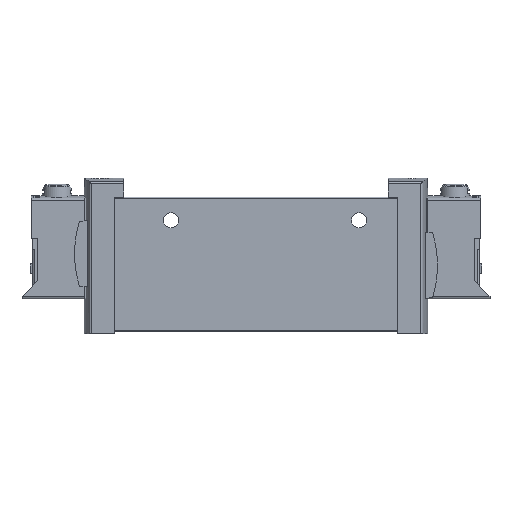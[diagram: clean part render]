
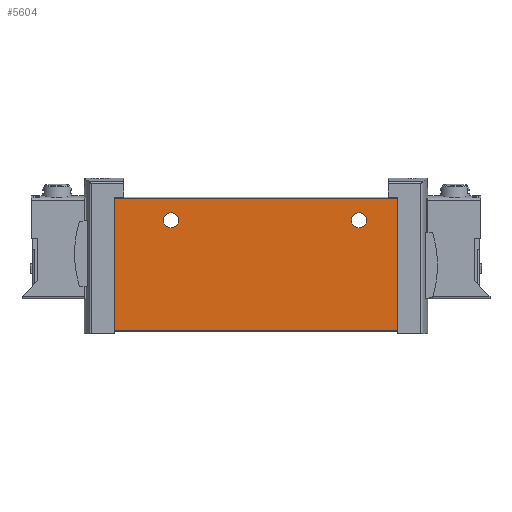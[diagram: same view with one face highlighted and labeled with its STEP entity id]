
A CAD part, top view. The second image highlights one B-rep face of the part: STEP entity #5604.
In plain terms, the highlighted planar face has unit normal (0, 0, 1).
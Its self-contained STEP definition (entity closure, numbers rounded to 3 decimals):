
#62=PLANE('',#6037);
#429=LINE('',#8693,#980);
#438=LINE('',#8721,#989);
#443=LINE('',#8741,#994);
#446=LINE('',#8747,#997);
#980=VECTOR('',#6751,1000.);
#989=VECTOR('',#6776,1000.);
#994=VECTOR('',#6799,1000.);
#997=VECTOR('',#6808,1000.);
#1695=ORIENTED_EDGE('',*,*,#3339,.F.);
#1696=ORIENTED_EDGE('',*,*,#3340,.F.);
#1697=ORIENTED_EDGE('',*,*,#3335,.T.);
#1698=ORIENTED_EDGE('',*,*,#3324,.F.);
#1699=ORIENTED_EDGE('',*,*,#3338,.F.);
#1700=ORIENTED_EDGE('',*,*,#3308,.T.);
#3308=EDGE_CURVE('',#4134,#4133,#429,.T.);
#3324=EDGE_CURVE('',#4144,#4141,#438,.T.);
#3335=EDGE_CURVE('',#4133,#4141,#443,.T.);
#3338=EDGE_CURVE('',#4134,#4144,#446,.T.);
#3339=EDGE_CURVE('',#4151,#4151,#4581,.F.);
#3340=EDGE_CURVE('',#4152,#4152,#4582,.F.);
#4133=VERTEX_POINT('',#8692);
#4134=VERTEX_POINT('',#8694);
#4141=VERTEX_POINT('',#8711);
#4144=VERTEX_POINT('',#8720);
#4151=VERTEX_POINT('',#8750);
#4152=VERTEX_POINT('',#8752);
#4581=CIRCLE('',#6038,2.1);
#4582=CIRCLE('',#6039,2.1);
#4767=EDGE_LOOP('',(#1695));
#4768=EDGE_LOOP('',(#1696));
#4769=EDGE_LOOP('',(#1697,#1698,#1699,#1700));
#5150=FACE_BOUND('',#4767,.T.);
#5151=FACE_BOUND('',#4768,.T.);
#5152=FACE_BOUND('',#4769,.T.);
#5604=ADVANCED_FACE('',(#5150,#5151,#5152),#62,.F.);
#6037=AXIS2_PLACEMENT_3D('',#8748,#6809,#6810);
#6038=AXIS2_PLACEMENT_3D('',#8749,#6811,#6812);
#6039=AXIS2_PLACEMENT_3D('',#8751,#6813,#6814);
#6751=DIRECTION('',(-1.,0.,0.));
#6776=DIRECTION('',(-1.,0.,0.));
#6799=DIRECTION('',(0.,-1.,0.));
#6808=DIRECTION('',(0.,-1.,0.));
#6809=DIRECTION('',(0.,0.,-1.));
#6810=DIRECTION('',(-1.,0.,0.));
#6811=DIRECTION('',(0.,0.,-1.));
#6812=DIRECTION('',(-1.,0.,0.));
#6813=DIRECTION('',(0.,0.,-1.));
#6814=DIRECTION('',(-1.,0.,0.));
#8692=CARTESIAN_POINT('',(-39.2,36.6,9.15));
#8693=CARTESIAN_POINT('',(39.2,36.6,9.15));
#8694=CARTESIAN_POINT('',(39.2,36.6,9.15));
#8711=CARTESIAN_POINT('',(-39.2,0.,9.15));
#8720=CARTESIAN_POINT('',(39.2,0.,9.15));
#8721=CARTESIAN_POINT('',(39.2,0.,9.15));
#8741=CARTESIAN_POINT('',(-39.2,36.6,9.15));
#8747=CARTESIAN_POINT('',(39.2,36.6,9.15));
#8748=CARTESIAN_POINT('',(39.2,36.6,9.15));
#8749=CARTESIAN_POINT('',(28.5,30.6,9.15));
#8750=CARTESIAN_POINT('',(26.4,30.6,9.15));
#8751=CARTESIAN_POINT('',(-23.5,30.6,9.15));
#8752=CARTESIAN_POINT('',(-25.6,30.6,9.15));
